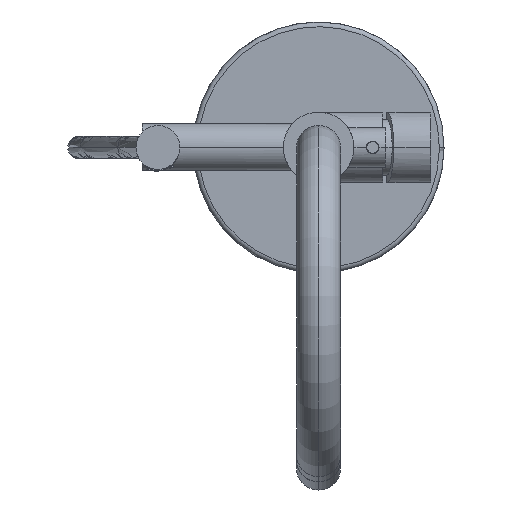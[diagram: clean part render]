
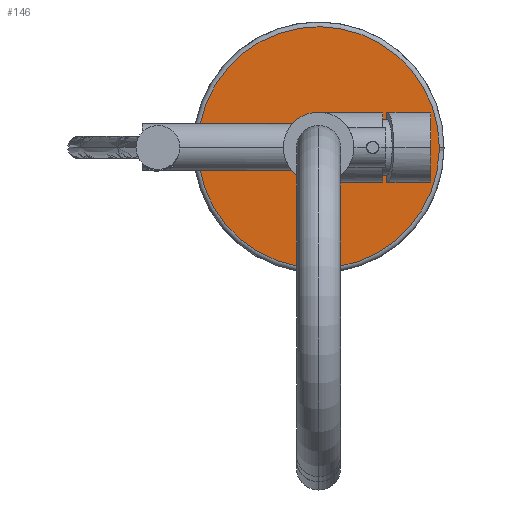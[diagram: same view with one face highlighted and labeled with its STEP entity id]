
A CAD part, front view. The second image highlights one B-rep face of the part: STEP entity #146.
In plain terms, the highlighted planar face has unit normal (0, -1, 0).
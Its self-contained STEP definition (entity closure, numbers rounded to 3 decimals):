
#1=CARTESIAN_POINT('',(0.,0.,0.));
#2=DIRECTION('',(0.,1.,0.));
#3=DIRECTION('',(-1.,0.,0.));
#4=AXIS2_PLACEMENT_3D('',#1,#2,#3);
#6=CARTESIAN_POINT('',(0.,0.,0.));
#7=DIRECTION('',(0.,1.,0.));
#8=DIRECTION('',(-1.,0.,0.025));
#9=AXIS2_PLACEMENT_3D('',#6,#7,#8);
#11=CARTESIAN_POINT('',(0.,0.,0.));
#12=DIRECTION('',(0.,1.,0.));
#13=DIRECTION('',(1.,0.,0.));
#14=AXIS2_PLACEMENT_3D('',#11,#12,#13);
#16=CARTESIAN_POINT('',(0.,0.,0.));
#17=DIRECTION('',(0.,1.,0.));
#18=DIRECTION('',(1.,0.,-0.025));
#19=AXIS2_PLACEMENT_3D('',#16,#17,#18);
#21=CARTESIAN_POINT('',(0.,0.,0.));
#22=DIRECTION('',(0.,-1.,0.));
#23=DIRECTION('',(1.,0.,0.));
#24=AXIS2_PLACEMENT_3D('',#21,#22,#23);
#26=CARTESIAN_POINT('',(0.,0.,0.));
#27=DIRECTION('',(0.,-1.,0.));
#28=DIRECTION('',(-1.,0.,0.));
#29=AXIS2_PLACEMENT_3D('',#26,#27,#28);
#97=CARTESIAN_POINT('',(-76.975,0.,1.957));
#98=CARTESIAN_POINT('',(77.,0.,0.));
#99=VERTEX_POINT('',#97);
#100=VERTEX_POINT('',#98);
#101=CARTESIAN_POINT('',(-77.,0.,0.));
#102=VERTEX_POINT('',#101);
#103=CARTESIAN_POINT('',(76.975,0.,-1.957));
#104=VERTEX_POINT('',#103);
#105=CARTESIAN_POINT('',(22.5,0.,0.));
#106=CARTESIAN_POINT('',(-22.5,0.,0.));
#107=VERTEX_POINT('',#105);
#108=VERTEX_POINT('',#106);
#125=CARTESIAN_POINT('',(0.,0.,0.));
#126=DIRECTION('',(0.,1.,0.));
#127=DIRECTION('',(1.,0.,0.));
#128=AXIS2_PLACEMENT_3D('',#125,#126,#127);
#129=PLANE('',#128);
#131=ORIENTED_EDGE('',*,*,#130,.T.);
#133=ORIENTED_EDGE('',*,*,#132,.T.);
#135=ORIENTED_EDGE('',*,*,#134,.T.);
#137=ORIENTED_EDGE('',*,*,#136,.T.);
#138=EDGE_LOOP('',(#131,#133,#135,#137));
#139=FACE_OUTER_BOUND('',#138,.F.);
#141=ORIENTED_EDGE('',*,*,#140,.T.);
#143=ORIENTED_EDGE('',*,*,#142,.T.);
#144=EDGE_LOOP('',(#141,#143));
#145=FACE_BOUND('',#144,.F.);
#5=CIRCLE('',#4,77.);
#10=CIRCLE('',#9,77.);
#15=CIRCLE('',#14,77.);
#20=CIRCLE('',#19,77.);
#25=CIRCLE('',#24,22.5);
#30=CIRCLE('',#29,22.5);
#130=EDGE_CURVE('',#102,#99,#5,.T.);
#132=EDGE_CURVE('',#99,#100,#10,.T.);
#134=EDGE_CURVE('',#100,#104,#15,.T.);
#136=EDGE_CURVE('',#104,#102,#20,.T.);
#140=EDGE_CURVE('',#107,#108,#25,.T.);
#142=EDGE_CURVE('',#108,#107,#30,.T.);
#146=ADVANCED_FACE('',(#139,#145),#129,.F.);
